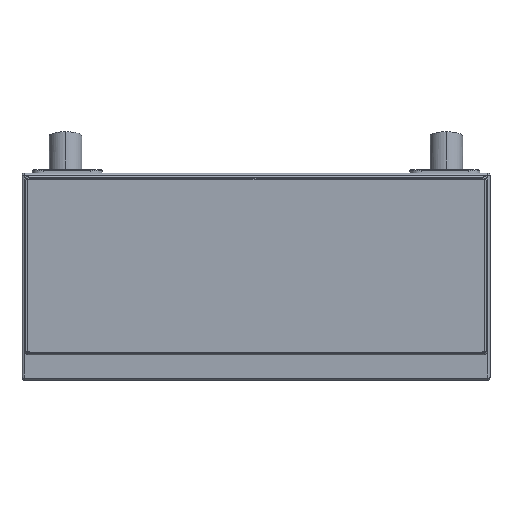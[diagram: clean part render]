
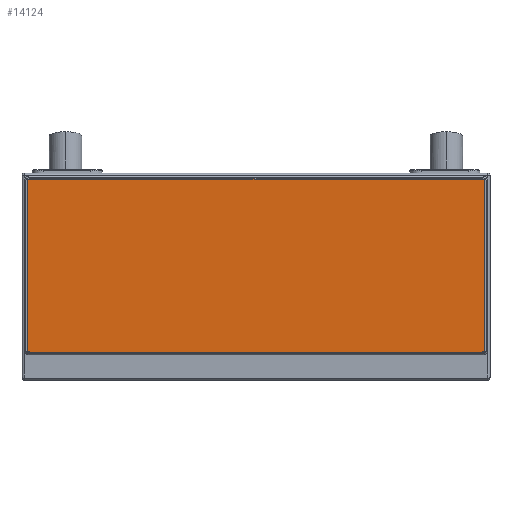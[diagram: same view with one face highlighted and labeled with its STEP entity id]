
A CAD part, top view. The second image highlights one B-rep face of the part: STEP entity #14124.
In plain terms, the highlighted planar face has unit normal (0, -0.052, 0.999).
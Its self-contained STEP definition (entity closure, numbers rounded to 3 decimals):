
#2761=DIRECTION('',(0.,0.999,0.052));
#2762=VECTOR('',#2761,179.73);
#2763=CARTESIAN_POINT('',(245.136,-86.197,-1.513));
#2764=LINE('',#2763,#2762);
#2773=DIRECTION('',(1.,0.,0.));
#2774=VECTOR('',#2773,484.53);
#2775=CARTESIAN_POINT('',(-242.265,-89.063,-1.663));
#2776=LINE('',#2775,#2774);
#2785=DIRECTION('',(0.,-0.999,-0.052));
#2786=VECTOR('',#2785,179.73);
#2787=CARTESIAN_POINT('',(-245.135,93.287,7.893));
#2788=LINE('',#2787,#2786);
#2797=DIRECTION('',(-1.,0.,0.));
#2798=VECTOR('',#2797,484.53);
#2799=CARTESIAN_POINT('',(242.266,96.153,8.043));
#2800=LINE('',#2799,#2798);
#2801=CARTESIAN_POINT('',(-242.265,93.287,7.893));
#2802=DIRECTION('',(0.,0.052,-0.999));
#2803=DIRECTION('',(-1.,0.,0.));
#2804=AXIS2_PLACEMENT_3D('',#2801,#2802,#2803);
#2806=CARTESIAN_POINT('',(242.266,93.287,7.893));
#2807=DIRECTION('',(0.,0.052,-0.999));
#2808=DIRECTION('',(0.,0.999,0.052));
#2809=AXIS2_PLACEMENT_3D('',#2806,#2807,#2808);
#2811=CARTESIAN_POINT('',(242.266,-86.197,-1.513));
#2812=DIRECTION('',(0.,0.052,-0.999));
#2813=DIRECTION('',(1.,0.,0.));
#2814=AXIS2_PLACEMENT_3D('',#2811,#2812,#2813);
#2816=CARTESIAN_POINT('',(-242.265,-86.197,-1.513));
#2817=DIRECTION('',(0.,0.052,-0.999));
#2818=DIRECTION('',(0.,-0.999,-0.052));
#2819=AXIS2_PLACEMENT_3D('',#2816,#2817,#2818);
#7600=CARTESIAN_POINT('',(242.266,96.153,8.043));
#7601=CARTESIAN_POINT('',(245.136,93.287,7.893));
#7602=VERTEX_POINT('',#7600);
#7603=VERTEX_POINT('',#7601);
#7604=CARTESIAN_POINT('',(-245.135,93.287,7.893));
#7605=CARTESIAN_POINT('',(-245.135,-86.197,-1.513));
#7606=VERTEX_POINT('',#7604);
#7607=VERTEX_POINT('',#7605);
#7608=CARTESIAN_POINT('',(-242.265,96.153,8.043));
#7609=VERTEX_POINT('',#7608);
#7610=CARTESIAN_POINT('',(245.136,-86.197,-1.513));
#7611=VERTEX_POINT('',#7610);
#7612=CARTESIAN_POINT('',(242.266,-89.063,-1.663));
#7613=VERTEX_POINT('',#7612);
#7614=CARTESIAN_POINT('',(-242.265,-89.063,-1.663));
#7615=VERTEX_POINT('',#7614);
#14109=CARTESIAN_POINT('',(0.,3.545,
3.19));
#14110=DIRECTION('',(0.,-0.052,0.999));
#14111=DIRECTION('',(1.,0.,0.));
#14112=AXIS2_PLACEMENT_3D('',#14109,#14110,#14111);
#14113=PLANE('',#14112);
#14114=ORIENTED_EDGE('',*,*,#14090,.T.);
#14115=ORIENTED_EDGE('',*,*,#14103,.F.);
#14116=ORIENTED_EDGE('',*,*,#14005,.T.);
#14117=ORIENTED_EDGE('',*,*,#14020,.F.);
#14118=ORIENTED_EDGE('',*,*,#14034,.T.);
#14119=ORIENTED_EDGE('',*,*,#14048,.F.);
#14120=ORIENTED_EDGE('',*,*,#14062,.T.);
#14121=ORIENTED_EDGE('',*,*,#14076,.F.);
#14122=EDGE_LOOP('',(#14114,#14115,#14116,#14117,#14118,#14119,#14120,#14121));
#14123=FACE_OUTER_BOUND('',#14122,.F.);
#14124=ADVANCED_FACE('',(#14123),#14113,.T.);
#2805=CIRCLE('',#2804,2.87);
#2810=CIRCLE('',#2809,2.87);
#2815=CIRCLE('',#2814,2.87);
#2820=CIRCLE('',#2819,2.87);
#14005=EDGE_CURVE('',#7602,#7603,#2810,.T.);
#14020=EDGE_CURVE('',#7611,#7603,#2764,.T.);
#14034=EDGE_CURVE('',#7611,#7613,#2815,.T.);
#14048=EDGE_CURVE('',#7615,#7613,#2776,.T.);
#14062=EDGE_CURVE('',#7615,#7607,#2820,.T.);
#14076=EDGE_CURVE('',#7606,#7607,#2788,.T.);
#14090=EDGE_CURVE('',#7606,#7609,#2805,.T.);
#14103=EDGE_CURVE('',#7602,#7609,#2800,.T.);
